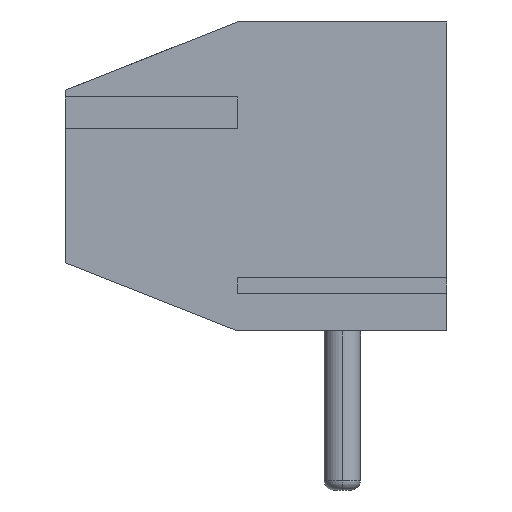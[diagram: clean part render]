
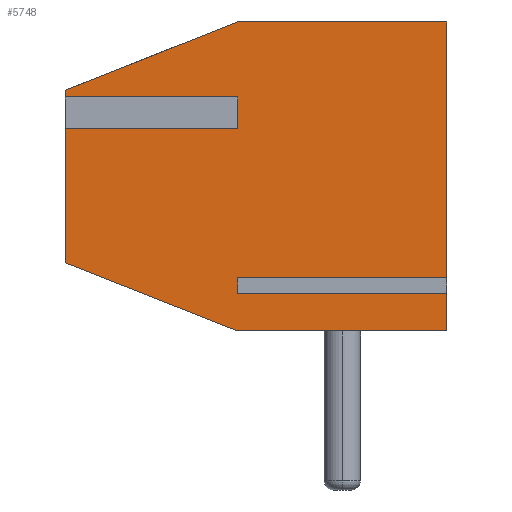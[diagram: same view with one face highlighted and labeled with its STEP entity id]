
A CAD part, left-side view. The second image highlights one B-rep face of the part: STEP entity #5748.
In plain terms, the highlighted planar face has unit normal (-1, 0, 0).
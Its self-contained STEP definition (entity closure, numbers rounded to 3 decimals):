
#7 = ORIENTED_EDGE ( 'NONE', *, *, #5783, .T. ) ;
#768 = VECTOR ( 'NONE', #16717, 1000. ) ;
#1212 = ORIENTED_EDGE ( 'NONE', *, *, #26648, .F. ) ;
#2221 = CARTESIAN_POINT ( 'NONE',  ( 0., 4.6, 4.968 ) ) ;
#2229 = EDGE_CURVE ( 'NONE', #20710, #26475, #26026, .T. ) ;
#2348 = ORIENTED_EDGE ( 'NONE', *, *, #17680, .T. ) ;
#2510 = VERTEX_POINT ( 'NONE', #16952 ) ;
#2999 = CARTESIAN_POINT ( 'NONE',  ( 0., 8.4, 5.3 ) ) ;
#3450 = VERTEX_POINT ( 'NONE', #2221 ) ;
#3507 = DIRECTION ( 'NONE',  ( 0., -1., 0. ) ) ;
#3518 = ORIENTED_EDGE ( 'NONE', *, *, #2229, .T. ) ;
#3895 = EDGE_CURVE ( 'NONE', #30859, #2510, #12031, .T. ) ;
#4015 = VERTEX_POINT ( 'NONE', #6769 ) ;
#4109 = FACE_OUTER_BOUND ( 'NONE', #29943, .T. ) ;
#4436 = CARTESIAN_POINT ( 'NONE',  ( 0., 8.4, 6.8 ) ) ;
#4696 = VERTEX_POINT ( 'NONE', #28322 ) ;
#4743 = CARTESIAN_POINT ( 'NONE',  ( 0., 8.4, 4.632 ) ) ;
#5057 = DIRECTION ( 'NONE',  ( 0., -1., 0. ) ) ;
#5283 = LINE ( 'NONE', #17749, #13566 ) ;
#5540 = ORIENTED_EDGE ( 'NONE', *, *, #10439, .T. ) ;
#5748 = ADVANCED_FACE ( 'NONE', ( #4109 ), #26682, .F. ) ;
#5783 = EDGE_CURVE ( 'NONE', #28668, #3450, #5283, .T. ) ;
#5899 = EDGE_CURVE ( 'NONE', #19710, #20710, #12801, .T. ) ;
#6042 = DIRECTION ( 'NONE',  ( 0., -0.93, 0.367 ) ) ;
#6049 = VERTEX_POINT ( 'NONE', #2999 ) ;
#6539 = CARTESIAN_POINT ( 'NONE',  ( 0., 4.6, 1.168 ) ) ;
#6662 = DIRECTION ( 'NONE',  ( 0., 0., 1. ) ) ;
#6769 = CARTESIAN_POINT ( 'NONE',  ( 0., 4.6, 6.8 ) ) ;
#6931 = VECTOR ( 'NONE', #11355, 1000. ) ;
#6993 = LINE ( 'NONE', #4743, #768 ) ;
#7010 = VECTOR ( 'NONE', #31674, 1000. ) ;
#7315 = CARTESIAN_POINT ( 'NONE',  ( 0., 8.4, 1.5 ) ) ;
#7512 = CARTESIAN_POINT ( 'NONE',  ( 0., 0., 6.8 ) ) ;
#9459 = LINE ( 'NONE', #29236, #21667 ) ;
#9854 = ORIENTED_EDGE ( 'NONE', *, *, #14291, .F. ) ;
#10007 = DIRECTION ( 'NONE',  ( 0., -1., 0. ) ) ;
#10091 = CARTESIAN_POINT ( 'NONE',  ( 0., 4.6, 1.168 ) ) ;
#10343 = ORIENTED_EDGE ( 'NONE', *, *, #25487, .F. ) ;
#10439 = EDGE_CURVE ( 'NONE', #12178, #4696, #24703, .T. ) ;
#10454 = ORIENTED_EDGE ( 'NONE', *, *, #22875, .T. ) ;
#11123 = VERTEX_POINT ( 'NONE', #28235 ) ;
#11193 = CARTESIAN_POINT ( 'NONE',  ( 0., 8.4, 6.8 ) ) ;
#11355 = DIRECTION ( 'NONE',  ( 0., 0., 1. ) ) ;
#11429 = VECTOR ( 'NONE', #16558, 1000. ) ;
#12031 = LINE ( 'NONE', #31788, #12140 ) ;
#12140 = VECTOR ( 'NONE', #29361, 1000. ) ;
#12178 = VERTEX_POINT ( 'NONE', #15078 ) ;
#12207 = DIRECTION ( 'NONE',  ( 1., 0., 0. ) ) ;
#12234 = CARTESIAN_POINT ( 'NONE',  ( 0., 0., 1.168 ) ) ;
#12308 = LINE ( 'NONE', #17636, #11429 ) ;
#12801 = LINE ( 'NONE', #15387, #24531 ) ;
#12962 = DIRECTION ( 'NONE',  ( 0., 0., 1. ) ) ;
#13566 = VECTOR ( 'NONE', #3507, 1000. ) ;
#14291 = EDGE_CURVE ( 'NONE', #28668, #6049, #28251, .T. ) ;
#14651 = CARTESIAN_POINT ( 'NONE',  ( 0., 4.6, 4.632 ) ) ;
#14706 = CARTESIAN_POINT ( 'NONE',  ( 0., 8.4, 4.968 ) ) ;
#15078 = CARTESIAN_POINT ( 'NONE',  ( 0., 4.6, 0. ) ) ;
#15387 = CARTESIAN_POINT ( 'NONE',  ( 0., 4.6, 0.832 ) ) ;
#15637 = ORIENTED_EDGE ( 'NONE', *, *, #3895, .F. ) ;
#15638 = VECTOR ( 'NONE', #27613, 1000. ) ;
#15812 = EDGE_CURVE ( 'NONE', #19710, #11123, #24641, .T. ) ;
#15857 = VECTOR ( 'NONE', #10007, 1000. ) ;
#16134 = EDGE_CURVE ( 'NONE', #3450, #18586, #12308, .T. ) ;
#16241 = ORIENTED_EDGE ( 'NONE', *, *, #16494, .F. ) ;
#16494 = EDGE_CURVE ( 'NONE', #12178, #30859, #25000, .T. ) ;
#16558 = DIRECTION ( 'NONE',  ( 0., 0., -1. ) ) ;
#16717 = DIRECTION ( 'NONE',  ( 0., -1., 0. ) ) ;
#16754 = LINE ( 'NONE', #24106, #7010 ) ;
#16899 = DIRECTION ( 'NONE',  ( 0., 0., -1. ) ) ;
#16952 = CARTESIAN_POINT ( 'NONE',  ( 0., 8.4, 4.632 ) ) ;
#17357 = VECTOR ( 'NONE', #6662, 1000. ) ;
#17636 = CARTESIAN_POINT ( 'NONE',  ( 0., 4.6, 4.968 ) ) ;
#17660 = CARTESIAN_POINT ( 'NONE',  ( 0., 8.4, 1.5 ) ) ;
#17680 = EDGE_CURVE ( 'NONE', #4696, #11123, #18994, .T. ) ;
#17749 = CARTESIAN_POINT ( 'NONE',  ( 0., 8.4, 4.968 ) ) ;
#18297 = VECTOR ( 'NONE', #5057, 1000. ) ;
#18586 = VERTEX_POINT ( 'NONE', #14651 ) ;
#18994 = LINE ( 'NONE', #31313, #17357 ) ;
#19579 = CARTESIAN_POINT ( 'NONE',  ( 0., 4.6, 0.832 ) ) ;
#19710 = VERTEX_POINT ( 'NONE', #28664 ) ;
#19774 = VECTOR ( 'NONE', #6042, 1000. ) ;
#19802 = CARTESIAN_POINT ( 'NONE',  ( 0., 8.4, 0. ) ) ;
#20710 = VERTEX_POINT ( 'NONE', #10091 ) ;
#21078 = ORIENTED_EDGE ( 'NONE', *, *, #5899, .T. ) ;
#21667 = VECTOR ( 'NONE', #24850, 1000. ) ;
#22836 = LINE ( 'NONE', #27862, #19774 ) ;
#22875 = EDGE_CURVE ( 'NONE', #26475, #31541, #16754, .T. ) ;
#23214 = ORIENTED_EDGE ( 'NONE', *, *, #30604, .F. ) ;
#24106 = CARTESIAN_POINT ( 'NONE',  ( 0., 0., 6.8 ) ) ;
#24531 = VECTOR ( 'NONE', #12962, 1000. ) ;
#24566 = AXIS2_PLACEMENT_3D ( 'NONE', #4436, #12207, #16899 ) ;
#24641 = LINE ( 'NONE', #19579, #15857 ) ;
#24703 = LINE ( 'NONE', #19802, #18297 ) ;
#24850 = DIRECTION ( 'NONE',  ( 0., -1., 0. ) ) ;
#25000 = LINE ( 'NONE', #17660, #15638 ) ;
#25487 = EDGE_CURVE ( 'NONE', #6049, #4015, #22836, .T. ) ;
#26026 = LINE ( 'NONE', #6539, #26342 ) ;
#26342 = VECTOR ( 'NONE', #28630, 1000. ) ;
#26475 = VERTEX_POINT ( 'NONE', #12234 ) ;
#26648 = EDGE_CURVE ( 'NONE', #4015, #31541, #9459, .T. ) ;
#26682 = PLANE ( 'NONE',  #24566 ) ;
#27613 = DIRECTION ( 'NONE',  ( 0., 0.93, 0.367 ) ) ;
#27862 = CARTESIAN_POINT ( 'NONE',  ( 0., 8.4, 5.3 ) ) ;
#28235 = CARTESIAN_POINT ( 'NONE',  ( 0., 0., 0.832 ) ) ;
#28251 = LINE ( 'NONE', #11193, #6931 ) ;
#28322 = CARTESIAN_POINT ( 'NONE',  ( 0., 0., 0. ) ) ;
#28630 = DIRECTION ( 'NONE',  ( 0., -1., 0. ) ) ;
#28664 = CARTESIAN_POINT ( 'NONE',  ( 0., 4.6, 0.832 ) ) ;
#28668 = VERTEX_POINT ( 'NONE', #14706 ) ;
#29236 = CARTESIAN_POINT ( 'NONE',  ( 0., 8.4, 6.8 ) ) ;
#29361 = DIRECTION ( 'NONE',  ( 0., 0., 1. ) ) ;
#29458 = ORIENTED_EDGE ( 'NONE', *, *, #15812, .F. ) ;
#29819 = ORIENTED_EDGE ( 'NONE', *, *, #16134, .T. ) ;
#29943 = EDGE_LOOP ( 'NONE', ( #3518, #10454, #1212, #10343, #9854, #7, #29819, #23214, #15637, #16241, #5540, #2348, #29458, #21078 ) ) ;
#30604 = EDGE_CURVE ( 'NONE', #2510, #18586, #6993, .T. ) ;
#30859 = VERTEX_POINT ( 'NONE', #7315 ) ;
#31313 = CARTESIAN_POINT ( 'NONE',  ( 0., 0., 6.8 ) ) ;
#31541 = VERTEX_POINT ( 'NONE', #7512 ) ;
#31674 = DIRECTION ( 'NONE',  ( 0., 0., 1. ) ) ;
#31788 = CARTESIAN_POINT ( 'NONE',  ( 0., 8.4, 6.8 ) ) ;
